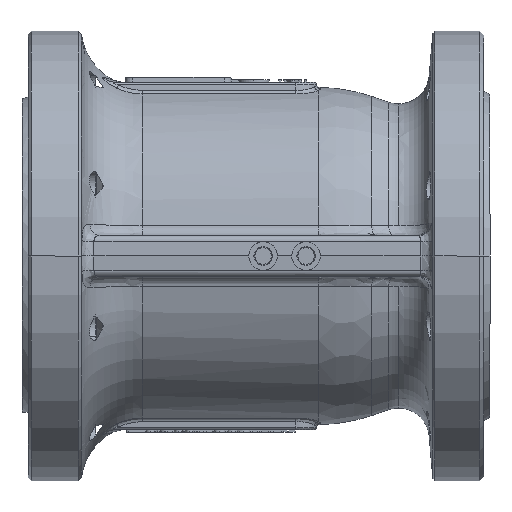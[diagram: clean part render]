
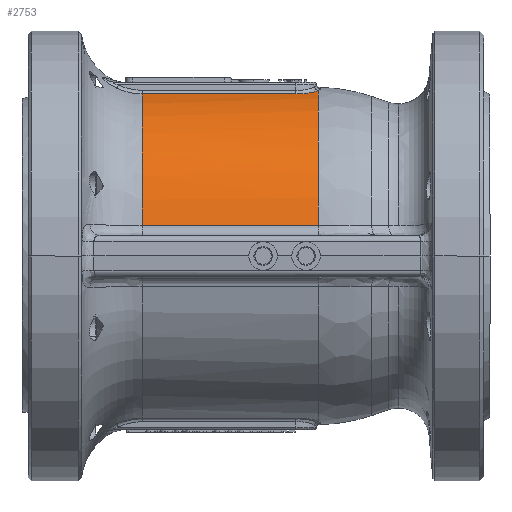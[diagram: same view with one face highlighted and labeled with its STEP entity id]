
A CAD part, front view. The second image highlights one B-rep face of the part: STEP entity #2753.
In plain terms, the highlighted cylindrical face has radius 82.5 mm (diameter 165 mm), a partial arc.
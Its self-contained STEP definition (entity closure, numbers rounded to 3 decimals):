
#1014 = CARTESIAN_POINT ( 'NONE',  ( 23.506, -122.065, 80.453 ) ) ;
#1331 = CARTESIAN_POINT ( 'NONE',  ( 14.582, -126.587, 79.291 ) ) ;
#2753 = ADVANCED_FACE ( 'NONE', ( #81552 ), #59688, .T. ) ;
#3802 = VERTEX_POINT ( 'NONE', #68299 ) ;
#4870 = VERTEX_POINT ( 'NONE', #57413 ) ;
#7671 = CARTESIAN_POINT ( 'NONE',  ( 24.759, -120.179, 80.859 ) ) ;
#8307 = CARTESIAN_POINT ( 'NONE',  ( 22.38, -123.351, 80.155 ) ) ;
#10034 = ORIENTED_EDGE ( 'NONE', *, *, #58932, .T. ) ;
#12358 = VERTEX_POINT ( 'NONE', #58434 ) ;
#15691 = CARTESIAN_POINT ( 'NONE',  ( 20.303, -124.851, 79.769 ) ) ;
#17513 = VECTOR ( 'NONE', #74370, 1000. ) ;
#20630 = DIRECTION ( 'NONE',  ( 1., 0., 0. ) ) ;
#21756 = ORIENTED_EDGE ( 'NONE', *, *, #25786, .F. ) ;
#23091 = CARTESIAN_POINT ( 'NONE',  ( 19.55, -125.267, 79.658 ) ) ;
#25786 = EDGE_CURVE ( 'NONE', #70674, #71115, #39131, .T. ) ;
#28035 = CIRCLE ( 'NONE', #76087, 82.5 ) ;
#30390 = CARTESIAN_POINT ( 'NONE',  ( 170.367, -184.941, 14.915 ) ) ;
#30480 = CARTESIAN_POINT ( 'NONE',  ( 18.513, -125.743, 79.529 ) ) ;
#32544 = ORIENTED_EDGE ( 'NONE', *, *, #89165, .T. ) ;
#37054 = LINE ( 'NONE', #30390, #17513 ) ;
#37527 = CARTESIAN_POINT ( 'NONE',  ( 24.484, -120.672, 80.758 ) ) ;
#37835 = CARTESIAN_POINT ( 'NONE',  ( 16.875, -126.26, 79.384 ) ) ;
#38011 = CARTESIAN_POINT ( 'NONE',  ( 25., -184.941, 14.915 ) ) ;
#38437 = DIRECTION ( 'NONE',  ( 1., 0., 0. ) ) ;
#39089 = CARTESIAN_POINT ( 'NONE',  ( 25., -119.667, 80.96 ) ) ;
#39131 = CIRCLE ( 'NONE', #46487, 82.5 ) ;
#40216 = VECTOR ( 'NONE', #61531, 1000. ) ;
#40915 = B_SPLINE_CURVE_WITH_KNOTS ( 'NONE', 3,
 ( #80896, #7671, #37527, #88880, #44965, #1014, #52242, #8307, #59654, #15691, #67069, #23091, #74463, #30480, #81834, #37835, #89205, #45274, #1331, #52559 ),
 .UNSPECIFIED., .F., .F.,
 ( 4, 2, 2, 2, 2, 2, 2, 2, 2, 4 ),
 ( 0.005, 0.007, 0.008, 0.009, 0.012, 0.013, 0.014, 0.016, 0.017, 0.019 ),
 .UNSPECIFIED. ) ;
#44965 = CARTESIAN_POINT ( 'NONE',  ( 23.853, -121.612, 80.555 ) ) ;
#45274 = CARTESIAN_POINT ( 'NONE',  ( 15.159, -126.546, 79.303 ) ) ;
#46487 = AXIS2_PLACEMENT_3D ( 'NONE', #82421, #38437, #89812 ) ;
#52242 = CARTESIAN_POINT ( 'NONE',  ( 23.323, -122.286, 80.402 ) ) ;
#52559 = CARTESIAN_POINT ( 'NONE',  ( 14., -126.587, 79.291 ) ) ;
#53996 = EDGE_CURVE ( 'NONE', #3802, #4870, #28035, .T. ) ;
#56105 = DIRECTION ( 'NONE',  ( 1., 0., 0. ) ) ;
#57413 = CARTESIAN_POINT ( 'NONE',  ( -61.229, -184.941, 14.915 ) ) ;
#58434 = CARTESIAN_POINT ( 'NONE',  ( 14., -126.587, 79.291 ) ) ;
#58445 = AXIS2_PLACEMENT_3D ( 'NONE', #78310, #56105, #70962 ) ;
#58932 = EDGE_CURVE ( 'NONE', #70674, #12358, #40915, .T. ) ;
#59654 = CARTESIAN_POINT ( 'NONE',  ( 21.518, -124.084, 79.97 ) ) ;
#59688 = CYLINDRICAL_SURFACE ( 'NONE', #58445, 82.5 ) ;
#60555 = ORIENTED_EDGE ( 'NONE', *, *, #53996, .T. ) ;
#61531 = DIRECTION ( 'NONE',  ( -1., 0., 0. ) ) ;
#64630 = CARTESIAN_POINT ( 'NONE',  ( -61.229, -103.8, 0. ) ) ;
#67069 = CARTESIAN_POINT ( 'NONE',  ( 20.054, -124.996, 79.731 ) ) ;
#67828 = ORIENTED_EDGE ( 'NONE', *, *, #82003, .T. ) ;
#68299 = CARTESIAN_POINT ( 'NONE',  ( -61.229, -126.587, 79.291 ) ) ;
#70674 = VERTEX_POINT ( 'NONE', #39089 ) ;
#70962 = DIRECTION ( 'NONE',  ( 0., 0., -1. ) ) ;
#71115 = VERTEX_POINT ( 'NONE', #38011 ) ;
#72040 = DIRECTION ( 'NONE',  ( 0., 0., -1. ) ) ;
#74370 = DIRECTION ( 'NONE',  ( 1., 0., 0. ) ) ;
#74463 = CARTESIAN_POINT ( 'NONE',  ( 19.293, -125.393, 79.624 ) ) ;
#76087 = AXIS2_PLACEMENT_3D ( 'NONE', #64630, #20630, #72040 ) ;
#76308 = CARTESIAN_POINT ( 'NONE',  ( 170.367, -126.587, 79.291 ) ) ;
#78310 = CARTESIAN_POINT ( 'NONE',  ( 170.367, -103.8, 0. ) ) ;
#79237 = LINE ( 'NONE', #76308, #40216 ) ;
#80896 = CARTESIAN_POINT ( 'NONE',  ( 25., -119.667, 80.96 ) ) ;
#81552 = FACE_OUTER_BOUND ( 'NONE', #94650, .T. ) ;
#81834 = CARTESIAN_POINT ( 'NONE',  ( 17.978, -125.94, 79.474 ) ) ;
#82003 = EDGE_CURVE ( 'NONE', #4870, #71115, #37054, .T. ) ;
#82421 = CARTESIAN_POINT ( 'NONE',  ( 25., -103.8, 0. ) ) ;
#88880 = CARTESIAN_POINT ( 'NONE',  ( 24.017, -121.381, 80.605 ) ) ;
#89165 = EDGE_CURVE ( 'NONE', #12358, #3802, #79237, .T. ) ;
#89205 = CARTESIAN_POINT ( 'NONE',  ( 16.305, -126.383, 79.349 ) ) ;
#89812 = DIRECTION ( 'NONE',  ( 0., 0., -1. ) ) ;
#94650 = EDGE_LOOP ( 'NONE', ( #60555, #67828, #21756, #10034, #32544 ) ) ;
